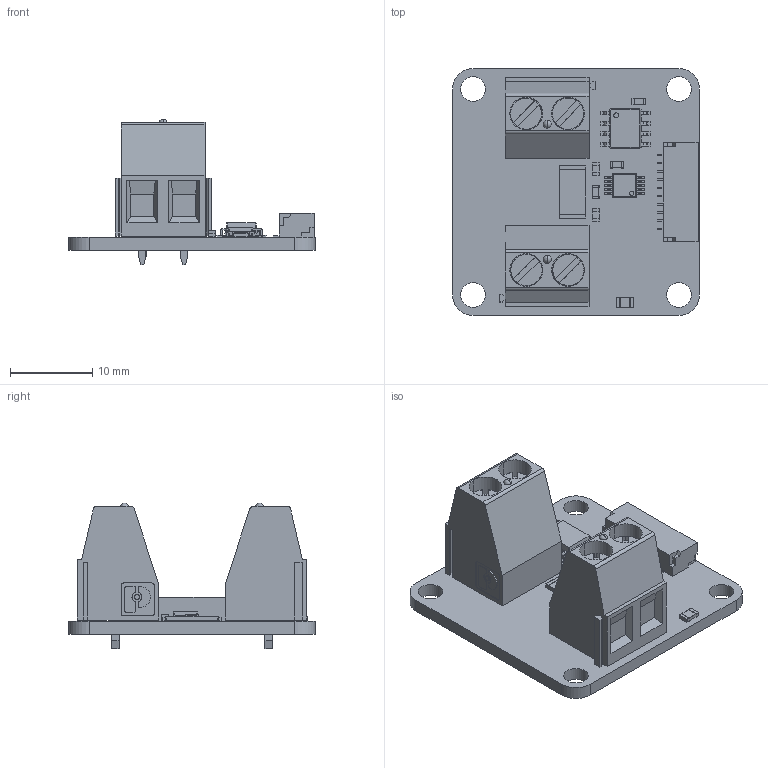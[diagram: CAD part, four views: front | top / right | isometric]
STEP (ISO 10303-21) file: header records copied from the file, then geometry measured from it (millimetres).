
FILE_DESCRIPTION(('FreeCAD Model'),'2;1');
FILE_NAME('voltage-current.step','2017-08-03T12:04:41',('kicad StepUp'),('ksu MCAD'), 'Open CASCADE STEP processor 6.8','FreeCAD','Unknown');
FILE_SCHEMA(('AUTOMOTIVE_DESIGN_CC2 { 1 2 10303 214 -1 1 5 4 }'));
Length unit declared in the file: millimetre
Products named in the file (13): Pcb; C_0603_; C_0603_001; C_0603_002; SM10B-SRSS_; R_0603_; R_0603_001; R_0805_; soic_8_39x49_p127_; MSOP-10_; R_2512_; AKL_5_2_508_black001_; AKL_5_2_508_black001_001
Bounding box: 30 x 30 x 17.7 mm (x, y, z)
Volume: 3679.4 mm3; surface area: 4216.7 mm2
Topology: 13 solids, 13 shells, 1012 faces, 2721 edges, 1774 vertices
Faces by surface type: plane 715, cylinder 253, bspline 32, sphere 12
Full cylindrical faces by diameter (mm): 0.6 x1, 1.3 x4, 3 x4
Entity records: 38430 total; most frequent: CARTESIAN_POINT 5640, ORIENTED_EDGE 5426, DIRECTION 5179, EDGE_CURVE 2713, LINE 2137, VECTOR 2137, VERTEX_POINT 1774, AXIS2_PLACEMENT_3D 1521
